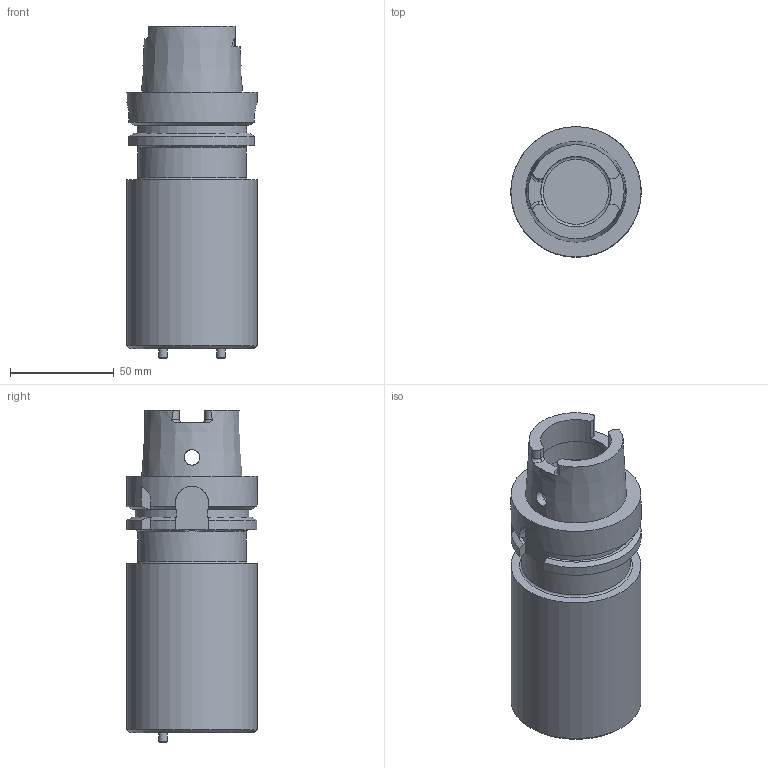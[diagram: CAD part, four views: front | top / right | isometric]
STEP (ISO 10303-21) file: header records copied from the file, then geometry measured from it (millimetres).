
FILE_DESCRIPTION(/* description */ (''),/* implementation_level */ '2;1');
FILE_NAME(/* name */ '1524203230880.stp',/* time_stamp */ '2018-04-20T07:47:19+02:00',/* author */ (''),/* organization */ ('SMS'),/* preprocessor_version */ 'ST-DEVELOPER v15',/* originating_system */ 'SIEMENS PLM Software NX 8.5',/* authorisation */ '');
FILE_SCHEMA (('AUTOMOTIVE_DESIGN { 1 0 10303 214 3 1 1 1 }'));
Length unit declared in the file: millimetre
Products named in the file (1): 201571622mod000_00
Bounding box: 63 x 63 x 160.36 mm (x, y, z)
Volume: 374704.4 mm3; surface area: 42130.7 mm2
Topology: 1 solids, 1 shells, 85 faces, 233 edges, 154 vertices
Faces by surface type: plane 38, cylinder 26, cone 11, torus 8, bspline 2
Full cylindrical faces by diameter (mm): 4 x2, 7.5 x2, 34.05 x2, 40.08 x1, 52.5 x1, 62.94 x1, 63 x1
Entity records: 2995 total; most frequent: CARTESIAN_POINT 938, DIRECTION 415, ORIENTED_EDGE 402, EDGE_CURVE 201, AXIS2_PLACEMENT_3D 162, VERTEX_POINT 139, EDGE_LOOP 110, LINE 91
